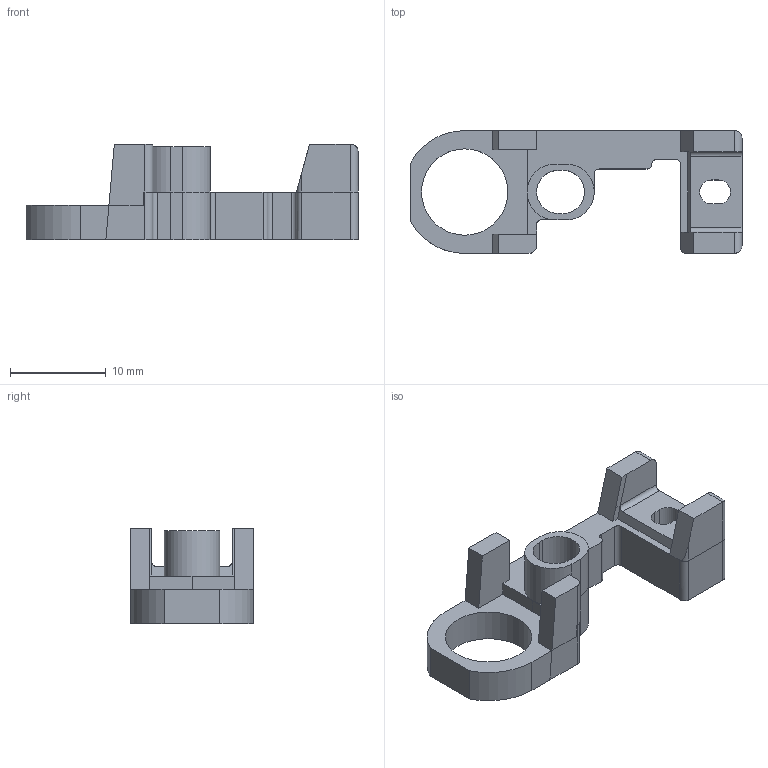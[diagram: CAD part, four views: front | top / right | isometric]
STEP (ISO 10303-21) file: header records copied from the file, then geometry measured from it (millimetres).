
FILE_DESCRIPTION(/* description */ ('STEP AP203 File'),/* implementation_level */ '2;1');
FILE_NAME(/* name */ 'mbb',/* time_stamp */ '1997-12-24T10:02:06-05:00',/* author */ ('Name'),/* organization */ ('STEP Tools, Inc.'),/* preprocessor_version */ 'ST-DEVELOPER 1.6',/* originating_system */ 'ST-ACIS',/* authorisation */ 'Name');
FILE_SCHEMA (('CONFIG_CONTROL_DESIGN'));
Length unit declared in the file: millimetre
Products named in the file (1): 1
Bounding box: 34.6 x 12.8 x 10 mm (x, y, z)
Volume: 1333.4 mm3; surface area: 1666.4 mm2
Topology: 1 solids, 1 shells, 95 faces, 251 edges, 158 vertices
Faces by surface type: plane 62, cylinder 32, cone 1
Full cylindrical faces by diameter (mm): 9 x1
Entity records: 2981 total; most frequent: ORIENTED_EDGE 496, CARTESIAN_POINT 457, DIRECTION 390, EDGE_CURVE 248, INTERSECTION_CURVE 248, LINE 163, VECTOR 163, VERTEX_POINT 157
